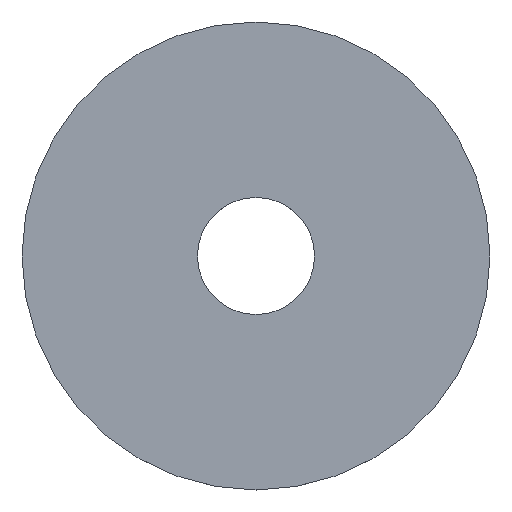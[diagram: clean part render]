
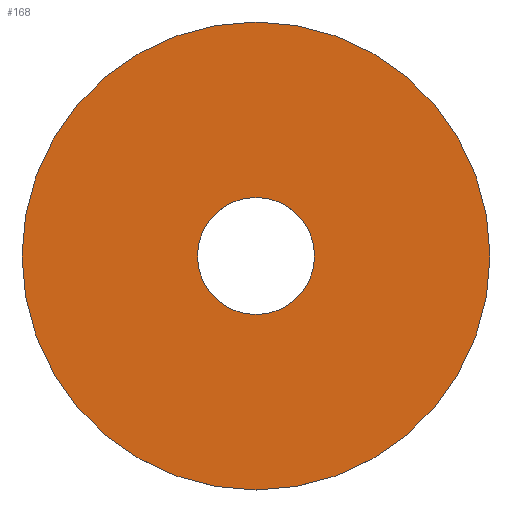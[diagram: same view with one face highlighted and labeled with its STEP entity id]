
A CAD part, top view. The second image highlights one B-rep face of the part: STEP entity #168.
In plain terms, the highlighted planar face has unit normal (0, 0, 1).
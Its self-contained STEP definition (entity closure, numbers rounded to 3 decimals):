
#23 = AXIS2_PLACEMENT_3D ( 'NONE', #109, #142, #156 ) ;
#27 = FACE_BOUND ( 'NONE', #104, .T. ) ;
#44 = EDGE_CURVE ( 'NONE', #163, #163, #46, .T. ) ;
#45 = VERTEX_POINT ( 'NONE', #113 ) ;
#46 = CIRCLE ( 'NONE', #158, 5. ) ;
#56 = CARTESIAN_POINT ( 'NONE',  ( 0., 0., 0.7 ) ) ;
#57 = DIRECTION ( 'NONE',  ( 0., 1., 0. ) ) ;
#63 = CIRCLE ( 'NONE', #91, 20. ) ;
#68 = CARTESIAN_POINT ( 'NONE',  ( 0., 0., 0.7 ) ) ;
#73 = FACE_OUTER_BOUND ( 'NONE', #123, .T. ) ;
#76 = PLANE ( 'NONE',  #23 ) ;
#85 = CARTESIAN_POINT ( 'NONE',  ( 0., 5., 0.7 ) ) ;
#91 = AXIS2_PLACEMENT_3D ( 'NONE', #68, #102, #57 ) ;
#96 = ORIENTED_EDGE ( 'NONE', *, *, #44, .T. ) ;
#102 = DIRECTION ( 'NONE',  ( 0., 0., -1. ) ) ;
#104 = EDGE_LOOP ( 'NONE', ( #96 ) ) ;
#106 = DIRECTION ( 'NONE',  ( 0., 0., -1. ) ) ;
#109 = CARTESIAN_POINT ( 'NONE',  ( 0., 5., 0.7 ) ) ;
#113 = CARTESIAN_POINT ( 'NONE',  ( 0., 20., 0.7 ) ) ;
#123 = EDGE_LOOP ( 'NONE', ( #161 ) ) ;
#133 = DIRECTION ( 'NONE',  ( 0., 1., 0. ) ) ;
#138 = EDGE_CURVE ( 'NONE', #45, #45, #63, .T. ) ;
#142 = DIRECTION ( 'NONE',  ( 0., 0., 1. ) ) ;
#156 = DIRECTION ( 'NONE',  ( 0., -1., 0. ) ) ;
#158 = AXIS2_PLACEMENT_3D ( 'NONE', #56, #106, #133 ) ;
#161 = ORIENTED_EDGE ( 'NONE', *, *, #138, .F. ) ;
#163 = VERTEX_POINT ( 'NONE', #85 ) ;
#168 = ADVANCED_FACE ( 'NONE', ( #27, #73 ), #76, .T. ) ;
